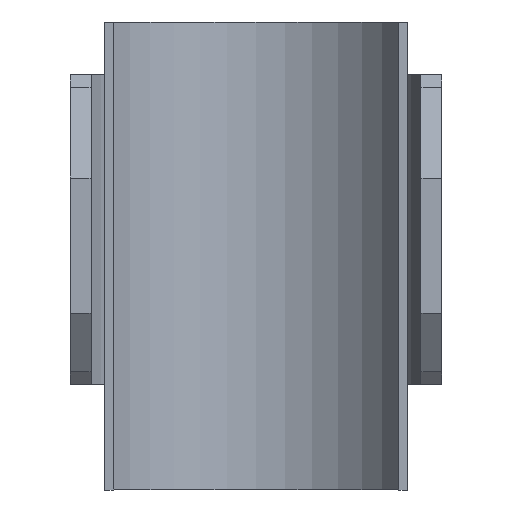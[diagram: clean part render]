
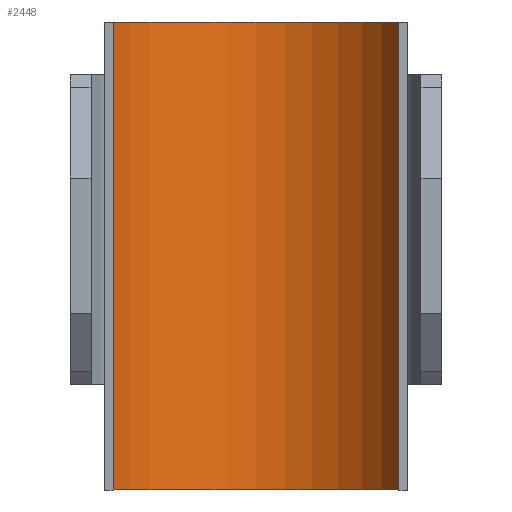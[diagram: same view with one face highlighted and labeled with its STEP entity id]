
A CAD part, front view. The second image highlights one B-rep face of the part: STEP entity #2448.
In plain terms, the highlighted cylindrical face has radius 12 mm (diameter 24 mm), a partial arc.
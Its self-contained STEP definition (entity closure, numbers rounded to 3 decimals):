
#123 = DIRECTION ( 'NONE',  ( 0., 0., -1. ) ) ;
#214 = CARTESIAN_POINT ( 'NONE',  ( -10.392, -6., 17. ) ) ;
#677 = DIRECTION ( 'NONE',  ( 1., 0., 0. ) ) ;
#789 = CARTESIAN_POINT ( 'NONE',  ( 10.392, -6., 17. ) ) ;
#1617 = EDGE_CURVE ( 'NONE', #5052, #9810, #6685, .T. ) ;
#1655 = AXIS2_PLACEMENT_3D ( 'NONE', #5500, #7863, #677 ) ;
#2143 = DIRECTION ( 'NONE',  ( 0., 0., -1. ) ) ;
#2429 = DIRECTION ( 'NONE',  ( 0., 0., -1. ) ) ;
#2448 = ADVANCED_FACE ( 'NONE', ( #3054 ), #8661, .F. ) ;
#2454 = AXIS2_PLACEMENT_3D ( 'NONE', #9131, #2143, #3511 ) ;
#2501 = VECTOR ( 'NONE', #2429, 1000. ) ;
#2588 = LINE ( 'NONE', #789, #2501 ) ;
#3054 = FACE_OUTER_BOUND ( 'NONE', #7038, .T. ) ;
#3511 = DIRECTION ( 'NONE',  ( 1., 0., 0. ) ) ;
#3785 = CARTESIAN_POINT ( 'NONE',  ( 0., -12., 17. ) ) ;
#3789 = ORIENTED_EDGE ( 'NONE', *, *, #9883, .T. ) ;
#4569 = VECTOR ( 'NONE', #123, 1000. ) ;
#4727 = DIRECTION ( 'NONE',  ( -1., 0., 0. ) ) ;
#5052 = VERTEX_POINT ( 'NONE', #214 ) ;
#5131 = EDGE_CURVE ( 'NONE', #5052, #5687, #6982, .T. ) ;
#5500 = CARTESIAN_POINT ( 'NONE',  ( 0., -12., -17. ) ) ;
#5687 = VERTEX_POINT ( 'NONE', #9360 ) ;
#5939 = VERTEX_POINT ( 'NONE', #6684 ) ;
#6175 = CIRCLE ( 'NONE', #1655, 12. ) ;
#6684 = CARTESIAN_POINT ( 'NONE',  ( 10.392, -6., -17. ) ) ;
#6685 = LINE ( 'NONE', #7303, #4569 ) ;
#6935 = CARTESIAN_POINT ( 'NONE',  ( -10.392, -6., -17. ) ) ;
#6982 = CIRCLE ( 'NONE', #2454, 12. ) ;
#7038 = EDGE_LOOP ( 'NONE', ( #3789, #7459, #7844, #7088 ) ) ;
#7088 = ORIENTED_EDGE ( 'NONE', *, *, #1617, .T. ) ;
#7303 = CARTESIAN_POINT ( 'NONE',  ( -10.392, -6., 17. ) ) ;
#7459 = ORIENTED_EDGE ( 'NONE', *, *, #9580, .F. ) ;
#7844 = ORIENTED_EDGE ( 'NONE', *, *, #5131, .F. ) ;
#7863 = DIRECTION ( 'NONE',  ( 0., 0., -1. ) ) ;
#8661 = CYLINDRICAL_SURFACE ( 'NONE', #8767, 12. ) ;
#8767 = AXIS2_PLACEMENT_3D ( 'NONE', #3785, #10182, #4727 ) ;
#9131 = CARTESIAN_POINT ( 'NONE',  ( 0., -12., 17. ) ) ;
#9360 = CARTESIAN_POINT ( 'NONE',  ( 10.392, -6., 17. ) ) ;
#9580 = EDGE_CURVE ( 'NONE', #5687, #5939, #2588, .T. ) ;
#9810 = VERTEX_POINT ( 'NONE', #6935 ) ;
#9883 = EDGE_CURVE ( 'NONE', #9810, #5939, #6175, .T. ) ;
#10182 = DIRECTION ( 'NONE',  ( 0., 0., -1. ) ) ;
